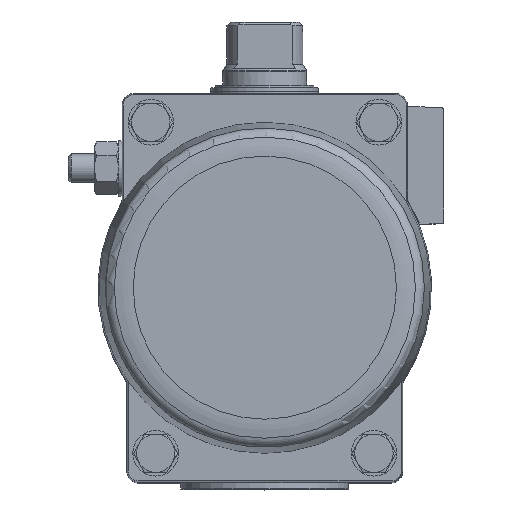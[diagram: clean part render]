
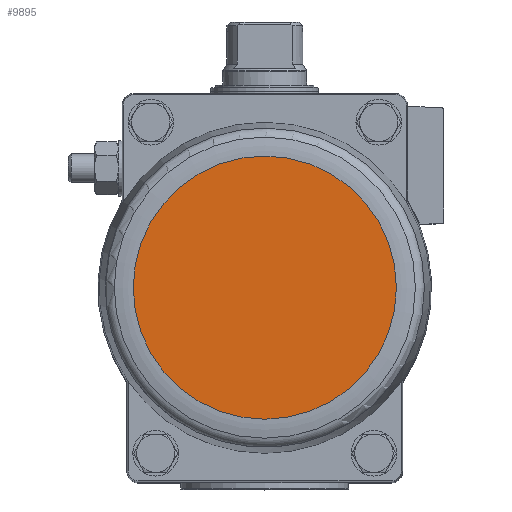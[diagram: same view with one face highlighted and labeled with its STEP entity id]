
A CAD part, top view. The second image highlights one B-rep face of the part: STEP entity #9895.
In plain terms, the highlighted planar face has unit normal (0, 0, 1).
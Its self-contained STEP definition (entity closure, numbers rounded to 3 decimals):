
#3661=ORIENTED_EDGE('',*,*,#5517,.T.);
#5517=EDGE_CURVE('',#6603,#6603,#7205,.T.);
#6603=VERTEX_POINT('',#16613);
#7205=CIRCLE('',#10911,54.85);
#7939=EDGE_LOOP('',(#3661));
#8820=FACE_BOUND('',#7939,.T.);
#9368=PLANE('',#10912);
#9895=ADVANCED_FACE('',(#8820),#9368,.F.);
#10911=AXIS2_PLACEMENT_3D('',#16612,#13207,#13208);
#10912=AXIS2_PLACEMENT_3D('',#16614,#13209,#13210);
#13207=DIRECTION('',(0.,0.,1.));
#13208=DIRECTION('',(1.,0.,0.));
#13209=DIRECTION('',(0.,0.,-1.));
#13210=DIRECTION('',(-1.,0.,0.));
#16612=CARTESIAN_POINT('',(0.,0.,167.2));
#16613=CARTESIAN_POINT('',(54.85,0.,167.2));
#16614=CARTESIAN_POINT('',(54.85,0.,167.2));
